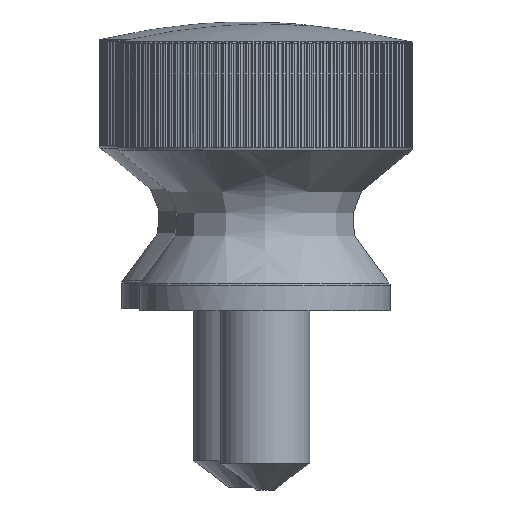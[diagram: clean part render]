
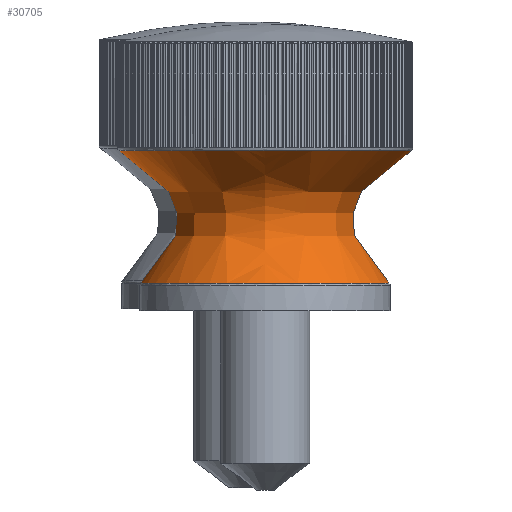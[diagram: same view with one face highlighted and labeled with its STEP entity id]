
A CAD part, left-side view. The second image highlights one B-rep face of the part: STEP entity #30705.
In plain terms, the highlighted free-form (B-spline) face has degree [3, 3] with [17, 4] control points.
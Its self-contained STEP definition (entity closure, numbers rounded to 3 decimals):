
#2428=B_SPLINE_CURVE_WITH_KNOTS('',3,(#45505,#45506,#45507,#45508,#45509,
#45510,#45511,#45512,#45513,#45514),.UNSPECIFIED.,.T.,.F.,(4,1,1,1,1,1,
1,4),(0.,0.898,1.795,2.693,3.59,
4.488,5.386,6.283),.UNSPECIFIED.);
#2429=B_SPLINE_CURVE_WITH_KNOTS('',3,(#45584,#45585,#45586,#45587,#45588,
#45589),.UNSPECIFIED.,.F.,.F.,(4,2,4),(0.007,0.439,
0.991),.UNSPECIFIED.);
#2430=B_SPLINE_CURVE_WITH_KNOTS('',3,(#45590,#45591,#45592,#45593,#45594,
#45595,#45596,#45597,#45598,#45599,#45600,#45601,#45602,#45603,#45604,#45605,
#45606),.UNSPECIFIED.,.T.,.F.,(4,1,1,1,1,1,1,1,1,1,1,1,1,1,4),(-3.142,
-2.693,-2.244,-1.795,-1.346,
-0.898,-0.449,-0.15,0.449,
0.898,1.346,1.795,2.244,2.693,
3.142),.UNSPECIFIED.);
#4362=B_SPLINE_SURFACE_WITH_KNOTS('',3,3,((#45515,#45516,#45517,#45518),
(#45519,#45520,#45521,#45522),(#45523,#45524,#45525,#45526),(#45527,#45528,
#45529,#45530),(#45531,#45532,#45533,#45534),(#45535,#45536,#45537,#45538),
(#45539,#45540,#45541,#45542),(#45543,#45544,#45545,#45546),(#45547,#45548,
#45549,#45550),(#45551,#45552,#45553,#45554),(#45555,#45556,#45557,#45558),
(#45559,#45560,#45561,#45562),(#45563,#45564,#45565,#45566),(#45567,#45568,
#45569,#45570),(#45571,#45572,#45573,#45574),(#45575,#45576,#45577,#45578),
(#45579,#45580,#45581,#45582)),.UNSPECIFIED.,.T.,.F.,.F.,(4,1,1,1,1,1,1,
1,1,1,1,1,1,1,4),(4,4),(0.,0.071,0.143,
0.214,0.286,0.357,0.429,
0.476,0.571,0.619,0.714,
0.786,0.857,0.929,1.),(0.007,
0.991),.UNSPECIFIED.);
#6069=FACE_OUTER_BOUND('',#8249,.T.);
#8249=EDGE_LOOP('',(#20576,#20577,#20578,#20579));
#12604=VERTEX_POINT('',#45492);
#12606=VERTEX_POINT('',#45583);
#15506=EDGE_CURVE('',#12604,#12604,#2428,.T.);
#15507=EDGE_CURVE('',#12604,#12606,#2429,.T.);
#15508=EDGE_CURVE('',#12606,#12606,#2430,.T.);
#20576=ORIENTED_EDGE('',*,*,#15506,.F.);
#20577=ORIENTED_EDGE('',*,*,#15507,.T.);
#20578=ORIENTED_EDGE('',*,*,#15508,.F.);
#20579=ORIENTED_EDGE('',*,*,#15507,.F.);
#30705=ADVANCED_FACE('',(#6069),#4362,.T.);
#45492=CARTESIAN_POINT('',(-6.936,0.,1.559));
#45505=CARTESIAN_POINT('Ctrl Pts',(-6.941,0.,
1.559));
#45506=CARTESIAN_POINT('Ctrl Pts',(-6.941,2.07,1.559));
#45507=CARTESIAN_POINT('Ctrl Pts',(-4.95,6.206,1.559));
#45508=CARTESIAN_POINT('Ctrl Pts',(1.768,7.746,1.559));
#45509=CARTESIAN_POINT('Ctrl Pts',(7.15,3.443,1.559));
#45510=CARTESIAN_POINT('Ctrl Pts',(7.157,-3.447,1.559));
#45511=CARTESIAN_POINT('Ctrl Pts',(1.766,-7.737,1.559));
#45512=CARTESIAN_POINT('Ctrl Pts',(-4.952,-6.211,
1.559));
#45513=CARTESIAN_POINT('Ctrl Pts',(-6.941,-2.069,
1.559));
#45514=CARTESIAN_POINT('Ctrl Pts',(-6.941,0.,
1.559));
#45515=CARTESIAN_POINT('Ctrl Pts',(-6.937,0.,
1.559));
#45516=CARTESIAN_POINT('Ctrl Pts',(-3.999,0.,
4.293));
#45517=CARTESIAN_POINT('Ctrl Pts',(-4.404,0.,
6.755));
#45518=CARTESIAN_POINT('Ctrl Pts',(-8.151,0.,
8.943));
#45519=CARTESIAN_POINT('Ctrl Pts',(-6.937,-1.037,
1.559));
#45520=CARTESIAN_POINT('Ctrl Pts',(-3.999,-0.598,
4.293));
#45521=CARTESIAN_POINT('Ctrl Pts',(-4.404,-0.659,6.755));
#45522=CARTESIAN_POINT('Ctrl Pts',(-8.151,-1.219,8.943));
#45523=CARTESIAN_POINT('Ctrl Pts',(-6.463,-3.113,
1.559));
#45524=CARTESIAN_POINT('Ctrl Pts',(-3.726,-1.794,
4.293));
#45525=CARTESIAN_POINT('Ctrl Pts',(-4.103,-1.976,
6.755));
#45526=CARTESIAN_POINT('Ctrl Pts',(-7.595,-3.658,
8.943));
#45527=CARTESIAN_POINT('Ctrl Pts',(-4.473,-5.609,
1.559));
#45528=CARTESIAN_POINT('Ctrl Pts',(-2.579,-3.234,
4.293));
#45529=CARTESIAN_POINT('Ctrl Pts',(-2.84,-3.561,
6.755));
#45530=CARTESIAN_POINT('Ctrl Pts',(-5.256,-6.591,
8.943));
#45531=CARTESIAN_POINT('Ctrl Pts',(-1.596,-6.993,
1.559));
#45532=CARTESIAN_POINT('Ctrl Pts',(-0.92,-4.031,
4.293));
#45533=CARTESIAN_POINT('Ctrl Pts',(-1.013,-4.44,
6.755));
#45534=CARTESIAN_POINT('Ctrl Pts',(-1.875,-8.218,8.943));
#45535=CARTESIAN_POINT('Ctrl Pts',(1.595,-6.993,1.559));
#45536=CARTESIAN_POINT('Ctrl Pts',(0.92,-4.032,4.293));
#45537=CARTESIAN_POINT('Ctrl Pts',(1.013,-4.44,6.755));
#45538=CARTESIAN_POINT('Ctrl Pts',(1.875,-8.218,8.943));
#45539=CARTESIAN_POINT('Ctrl Pts',(4.473,-5.608,1.559));
#45540=CARTESIAN_POINT('Ctrl Pts',(2.578,-3.233,4.293));
#45541=CARTESIAN_POINT('Ctrl Pts',(2.839,-3.56,6.755));
#45542=CARTESIAN_POINT('Ctrl Pts',(5.257,-6.59,8.943));
#45543=CARTESIAN_POINT('Ctrl Pts',(6.239,-3.39,1.559));
#45544=CARTESIAN_POINT('Ctrl Pts',(3.598,-1.954,4.293));
#45545=CARTESIAN_POINT('Ctrl Pts',(3.962,-2.152,6.755));
#45546=CARTESIAN_POINT('Ctrl Pts',(7.332,-3.984,8.943));
#45547=CARTESIAN_POINT('Ctrl Pts',(7.172,-0.379,
1.559));
#45548=CARTESIAN_POINT('Ctrl Pts',(4.134,-0.219,
4.293));
#45549=CARTESIAN_POINT('Ctrl Pts',(4.552,-0.241,
6.755));
#45550=CARTESIAN_POINT('Ctrl Pts',(8.428,-0.446,
8.943));
#45551=CARTESIAN_POINT('Ctrl Pts',(6.741,2.476,1.559));
#45552=CARTESIAN_POINT('Ctrl Pts',(3.887,1.428,4.293));
#45553=CARTESIAN_POINT('Ctrl Pts',(4.28,1.572,6.755));
#45554=CARTESIAN_POINT('Ctrl Pts',(7.922,2.91,8.943));
#45555=CARTESIAN_POINT('Ctrl Pts',(4.768,5.37,1.559));
#45556=CARTESIAN_POINT('Ctrl Pts',(2.749,3.096,4.293));
#45557=CARTESIAN_POINT('Ctrl Pts',(3.027,3.409,6.755));
#45558=CARTESIAN_POINT('Ctrl Pts',(5.602,6.31,8.943));
#45559=CARTESIAN_POINT('Ctrl Pts',(1.954,6.997,1.559));
#45560=CARTESIAN_POINT('Ctrl Pts',(1.126,4.034,4.293));
#45561=CARTESIAN_POINT('Ctrl Pts',(1.24,4.442,6.755));
#45562=CARTESIAN_POINT('Ctrl Pts',(2.297,8.223,8.943));
#45563=CARTESIAN_POINT('Ctrl Pts',(-1.598,6.992,1.559));
#45564=CARTESIAN_POINT('Ctrl Pts',(-0.921,4.031,
4.293));
#45565=CARTESIAN_POINT('Ctrl Pts',(-1.014,4.439,6.755));
#45566=CARTESIAN_POINT('Ctrl Pts',(-1.877,8.216,8.943));
#45567=CARTESIAN_POINT('Ctrl Pts',(-4.472,5.609,1.559));
#45568=CARTESIAN_POINT('Ctrl Pts',(-2.578,3.234,4.293));
#45569=CARTESIAN_POINT('Ctrl Pts',(-2.839,3.561,6.755));
#45570=CARTESIAN_POINT('Ctrl Pts',(-5.255,6.591,8.943));
#45571=CARTESIAN_POINT('Ctrl Pts',(-6.463,3.112,1.559));
#45572=CARTESIAN_POINT('Ctrl Pts',(-3.726,1.794,4.293));
#45573=CARTESIAN_POINT('Ctrl Pts',(-4.103,1.976,6.755));
#45574=CARTESIAN_POINT('Ctrl Pts',(-7.595,3.657,8.943));
#45575=CARTESIAN_POINT('Ctrl Pts',(-6.937,1.037,1.559));
#45576=CARTESIAN_POINT('Ctrl Pts',(-3.999,0.598,
4.293));
#45577=CARTESIAN_POINT('Ctrl Pts',(-4.404,0.659,
6.755));
#45578=CARTESIAN_POINT('Ctrl Pts',(-8.151,1.219,8.943));
#45579=CARTESIAN_POINT('Ctrl Pts',(-6.937,0.,
1.559));
#45580=CARTESIAN_POINT('Ctrl Pts',(-3.999,0.,
4.293));
#45581=CARTESIAN_POINT('Ctrl Pts',(-4.404,0.,
6.755));
#45582=CARTESIAN_POINT('Ctrl Pts',(-8.151,0.,
8.943));
#45583=CARTESIAN_POINT('',(-8.151,0.,8.943));
#45584=CARTESIAN_POINT('Ctrl Pts',(-6.936,0.,
1.559));
#45585=CARTESIAN_POINT('Ctrl Pts',(-5.648,0.,
2.759));
#45586=CARTESIAN_POINT('Ctrl Pts',(-5.002,0.,
3.906));
#45587=CARTESIAN_POINT('Ctrl Pts',(-4.997,0.,
6.4));
#45588=CARTESIAN_POINT('Ctrl Pts',(-6.048,0.,
7.715));
#45589=CARTESIAN_POINT('Ctrl Pts',(-8.151,0.,
8.943));
#45590=CARTESIAN_POINT('Ctrl Pts',(-8.151,0.,
8.943));
#45591=CARTESIAN_POINT('Ctrl Pts',(-8.151,-1.219,8.943));
#45592=CARTESIAN_POINT('Ctrl Pts',(-7.595,-3.657,
8.943));
#45593=CARTESIAN_POINT('Ctrl Pts',(-5.256,-6.59,
8.943));
#45594=CARTESIAN_POINT('Ctrl Pts',(-1.875,-8.218,8.943));
#45595=CARTESIAN_POINT('Ctrl Pts',(1.875,-8.218,8.943));
#45596=CARTESIAN_POINT('Ctrl Pts',(5.257,-6.591,8.943));
#45597=CARTESIAN_POINT('Ctrl Pts',(7.332,-3.983,8.943));
#45598=CARTESIAN_POINT('Ctrl Pts',(8.428,-0.447,
8.943));
#45599=CARTESIAN_POINT('Ctrl Pts',(7.861,3.332,8.943));
#45600=CARTESIAN_POINT('Ctrl Pts',(5.253,6.59,8.943));
#45601=CARTESIAN_POINT('Ctrl Pts',(1.877,8.218,8.943));
#45602=CARTESIAN_POINT('Ctrl Pts',(-1.876,8.218,8.943));
#45603=CARTESIAN_POINT('Ctrl Pts',(-5.256,6.591,8.943));
#45604=CARTESIAN_POINT('Ctrl Pts',(-7.595,3.657,8.943));
#45605=CARTESIAN_POINT('Ctrl Pts',(-8.151,1.219,8.943));
#45606=CARTESIAN_POINT('Ctrl Pts',(-8.151,0.,
8.943));
